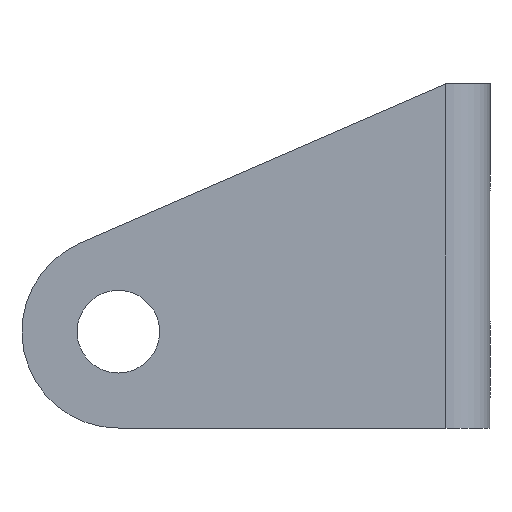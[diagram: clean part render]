
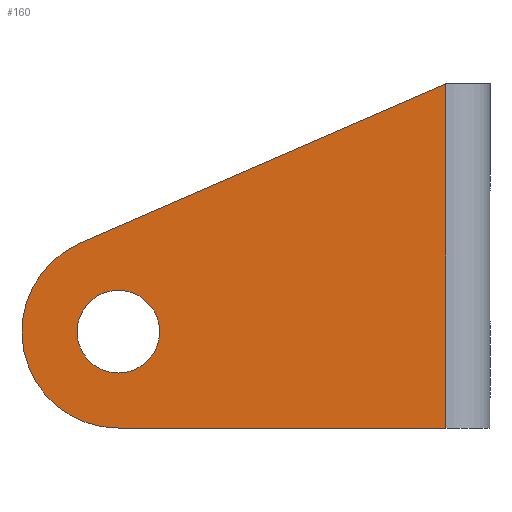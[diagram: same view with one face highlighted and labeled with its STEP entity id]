
A CAD part, left-side view. The second image highlights one B-rep face of the part: STEP entity #160.
In plain terms, the highlighted planar face has unit normal (-1, 0, 0).
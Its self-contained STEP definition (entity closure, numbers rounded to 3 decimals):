
#61 = VERTEX_POINT ( 'NONE', #244 ) ;
#99 = VERTEX_POINT ( 'NONE', #483 ) ;
#112 = EDGE_CURVE ( 'NONE', #99, #113, #431, .T. ) ;
#113 = VERTEX_POINT ( 'NONE', #538 ) ;
#142 = EDGE_CURVE ( 'NONE', #181, #61, #498, .T. ) ;
#143 = ORIENTED_EDGE ( 'NONE', *, *, #112, .F. ) ;
#144 = EDGE_LOOP ( 'NONE', ( #145, #202 ) ) ;
#145 = ORIENTED_EDGE ( 'NONE', *, *, #180, .T. ) ;
#150 = VERTEX_POINT ( 'NONE', #497 ) ;
#151 = EDGE_LOOP ( 'NONE', ( #198, #161, #153, #143 ) ) ;
#152 = EDGE_CURVE ( 'NONE', #113, #201, #433, .T. ) ;
#153 = ORIENTED_EDGE ( 'NONE', *, *, #152, .F. ) ;
#160 = ADVANCED_FACE ( 'NONE', ( #396, #556 ), #395, .F. ) ;
#161 = ORIENTED_EDGE ( 'NONE', *, *, #162, .T. ) ;
#162 = EDGE_CURVE ( 'NONE', #150, #201, #397, .T. ) ;
#180 = EDGE_CURVE ( 'NONE', #61, #181, #590, .T. ) ;
#181 = VERTEX_POINT ( 'NONE', #567 ) ;
#198 = ORIENTED_EDGE ( 'NONE', *, *, #199, .F. ) ;
#199 = EDGE_CURVE ( 'NONE', #150, #99, #604, .T. ) ;
#201 = VERTEX_POINT ( 'NONE', #611 ) ;
#202 = ORIENTED_EDGE ( 'NONE', *, *, #142, .T. ) ;
#244 = CARTESIAN_POINT ( 'NONE',  ( -9.25, 0., 3. ) ) ;
#394 = DIRECTION ( 'NONE',  ( 0., 0., -1. ) ) ;
#395 = PLANE ( 'NONE',  #437 ) ;
#396 = FACE_OUTER_BOUND ( 'NONE', #151, .T. ) ;
#397 = LINE ( 'NONE', #481, #516 ) ;
#401 = DIRECTION ( 'NONE',  ( 0., -0.917, 0.399 ) ) ;
#402 = CARTESIAN_POINT ( 'NONE',  ( -9.25, -23.8, 18. ) ) ;
#431 = CIRCLE ( 'NONE', #527, 7. ) ;
#433 = LINE ( 'NONE', #402, #559 ) ;
#437 = AXIS2_PLACEMENT_3D ( 'NONE', #466, #553, #394 ) ;
#449 = CARTESIAN_POINT ( 'NONE',  ( -9.25, 0., 0. ) ) ;
#466 = CARTESIAN_POINT ( 'NONE',  ( -9.25, 0., 0. ) ) ;
#475 = DIRECTION ( 'NONE',  ( 0., 0., -1. ) ) ;
#476 = DIRECTION ( 'NONE',  ( 1., 0., 0. ) ) ;
#481 = CARTESIAN_POINT ( 'NONE',  ( -9.25, -23.8, 0. ) ) ;
#483 = CARTESIAN_POINT ( 'NONE',  ( -9.25, 0., -7. ) ) ;
#486 = DIRECTION ( 'NONE',  ( 0., 0., -1. ) ) ;
#487 = DIRECTION ( 'NONE',  ( 1., 0., 0. ) ) ;
#488 = CARTESIAN_POINT ( 'NONE',  ( -9.25, 0., 0. ) ) ;
#489 = AXIS2_PLACEMENT_3D ( 'NONE', #488, #487, #486 ) ;
#497 = CARTESIAN_POINT ( 'NONE',  ( -9.25, -23.8, -7. ) ) ;
#498 = CIRCLE ( 'NONE', #489, 3. ) ;
#515 = DIRECTION ( 'NONE',  ( 0., 0., 1. ) ) ;
#516 = VECTOR ( 'NONE', #515, 1000. ) ;
#527 = AXIS2_PLACEMENT_3D ( 'NONE', #449, #476, #475 ) ;
#538 = CARTESIAN_POINT ( 'NONE',  ( -9.25, 2.795, 6.418 ) ) ;
#553 = DIRECTION ( 'NONE',  ( 1., 0., 0. ) ) ;
#556 = FACE_BOUND ( 'NONE', #144, .T. ) ;
#559 = VECTOR ( 'NONE', #401, 1000. ) ;
#567 = CARTESIAN_POINT ( 'NONE',  ( -9.25, 0., -3. ) ) ;
#568 = DIRECTION ( 'NONE',  ( 0., 0., -1. ) ) ;
#579 = AXIS2_PLACEMENT_3D ( 'NONE', #711, #710, #568 ) ;
#590 = CIRCLE ( 'NONE', #579, 3. ) ;
#603 = CARTESIAN_POINT ( 'NONE',  ( -9.25, 0., -7. ) ) ;
#604 = LINE ( 'NONE', #603, #607 ) ;
#606 = DIRECTION ( 'NONE',  ( 0., 1., 0. ) ) ;
#607 = VECTOR ( 'NONE', #606, 1000. ) ;
#611 = CARTESIAN_POINT ( 'NONE',  ( -9.25, -23.8, 18. ) ) ;
#710 = DIRECTION ( 'NONE',  ( 1., 0., 0. ) ) ;
#711 = CARTESIAN_POINT ( 'NONE',  ( -9.25, 0., 0. ) ) ;
